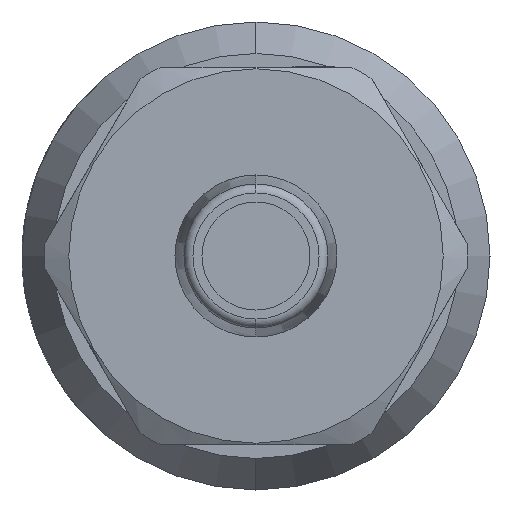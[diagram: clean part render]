
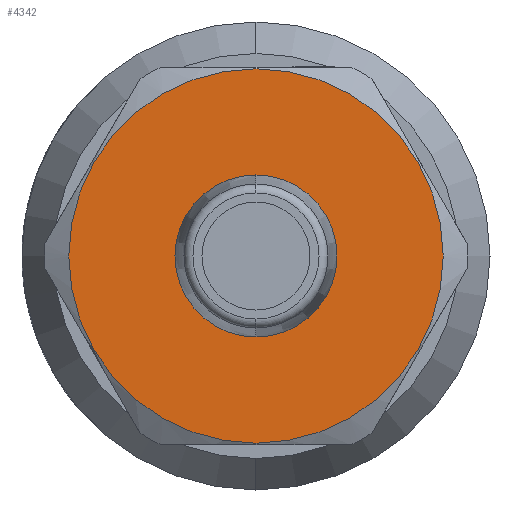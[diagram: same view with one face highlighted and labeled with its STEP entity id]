
A CAD part, left-side view. The second image highlights one B-rep face of the part: STEP entity #4342.
In plain terms, the highlighted planar face has unit normal (-1, 0, 0).
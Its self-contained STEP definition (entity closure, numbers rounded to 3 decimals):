
#137 = CARTESIAN_POINT ( 'NONE',  ( -55., 0., 0. ) ) ;
#138 = DIRECTION ( 'NONE',  ( -1., 0., 0. ) ) ;
#139 = DIRECTION ( 'NONE',  ( 0., 0., -1. ) ) ;
#142 = CARTESIAN_POINT ( 'NONE',  ( -55., 0., 0. ) ) ;
#143 = DIRECTION ( 'NONE',  ( -1., 0., 0. ) ) ;
#144 = DIRECTION ( 'NONE',  ( 0., 0., -1. ) ) ;
#541 = VERTEX_POINT ( 'NONE', #1584 ) ;
#562 = VERTEX_POINT ( 'NONE', #1605 ) ;
#596 = EDGE_LOOP ( 'NONE', ( #2212, #2232 ) ) ;
#597 = EDGE_LOOP ( 'NONE', ( #2240, #2155 ) ) ;
#1463 = CARTESIAN_POINT ( 'NONE',  ( -55., 0., 0. ) ) ;
#1464 = DIRECTION ( 'NONE',  ( -1., 0., 0. ) ) ;
#1465 = DIRECTION ( 'NONE',  ( 0., 0., -1. ) ) ;
#1584 = CARTESIAN_POINT ( 'NONE',  ( -55., 0., 10.4 ) ) ;
#1605 = CARTESIAN_POINT ( 'NONE',  ( -55., 0., 4.5 ) ) ;
#1682 = CARTESIAN_POINT ( 'NONE',  ( -55., 0., -10.4 ) ) ;
#1711 = CARTESIAN_POINT ( 'NONE',  ( -55., 0., -4.5 ) ) ;
#2017 = VERTEX_POINT ( 'NONE', #1682 ) ;
#2155 = ORIENTED_EDGE ( 'NONE', *, *, #4323, .F. ) ;
#2212 = ORIENTED_EDGE ( 'NONE', *, *, #4398, .T. ) ;
#2232 = ORIENTED_EDGE ( 'NONE', *, *, #4638, .T. ) ;
#2240 = ORIENTED_EDGE ( 'NONE', *, *, #4399, .F. ) ;
#2396 = AXIS2_PLACEMENT_3D ( 'NONE', #137, #138, #139 ) ;
#2430 = CIRCLE ( 'NONE', #2396, 10.4 ) ;
#2450 = AXIS2_PLACEMENT_3D ( 'NONE', #142, #143, #144 ) ;
#2521 = CIRCLE ( 'NONE', #2450, 4.5 ) ;
#2571 = CARTESIAN_POINT ( 'NONE',  ( -55., -4.5, 0. ) ) ;
#2572 = FACE_OUTER_BOUND ( 'NONE', #596, .T. ) ;
#2575 = FACE_BOUND ( 'NONE', #597, .T. ) ;
#2576 = PLANE ( 'NONE',  #3056 ) ;
#2578 = DIRECTION ( 'NONE',  ( -1., 0., 0. ) ) ;
#2579 = DIRECTION ( 'NONE',  ( 0., 0., -1. ) ) ;
#2804 = VERTEX_POINT ( 'NONE', #1711 ) ;
#3009 = AXIS2_PLACEMENT_3D ( 'NONE', #1463, #1464, #1465 ) ;
#3056 = AXIS2_PLACEMENT_3D ( 'NONE', #2571, #2578, #2579 ) ;
#3068 = CIRCLE ( 'NONE', #3009, 4.5 ) ;
#3724 = CARTESIAN_POINT ( 'NONE',  ( -55., 0., 0. ) ) ;
#3725 = DIRECTION ( 'NONE',  ( -1., 0., 0. ) ) ;
#3726 = DIRECTION ( 'NONE',  ( 0., 0., -1. ) ) ;
#3951 = AXIS2_PLACEMENT_3D ( 'NONE', #3724, #3725, #3726 ) ;
#3975 = CIRCLE ( 'NONE', #3951, 10.4 ) ;
#4323 = EDGE_CURVE ( 'NONE', #562, #2804, #3068, .T. ) ;
#4342 = ADVANCED_FACE ( 'NONE', ( #2572, #2575 ), #2576, .T. ) ;
#4398 = EDGE_CURVE ( 'NONE', #541, #2017, #2430, .T. ) ;
#4399 = EDGE_CURVE ( 'NONE', #2804, #562, #2521, .T. ) ;
#4638 = EDGE_CURVE ( 'NONE', #2017, #541, #3975, .T. ) ;
